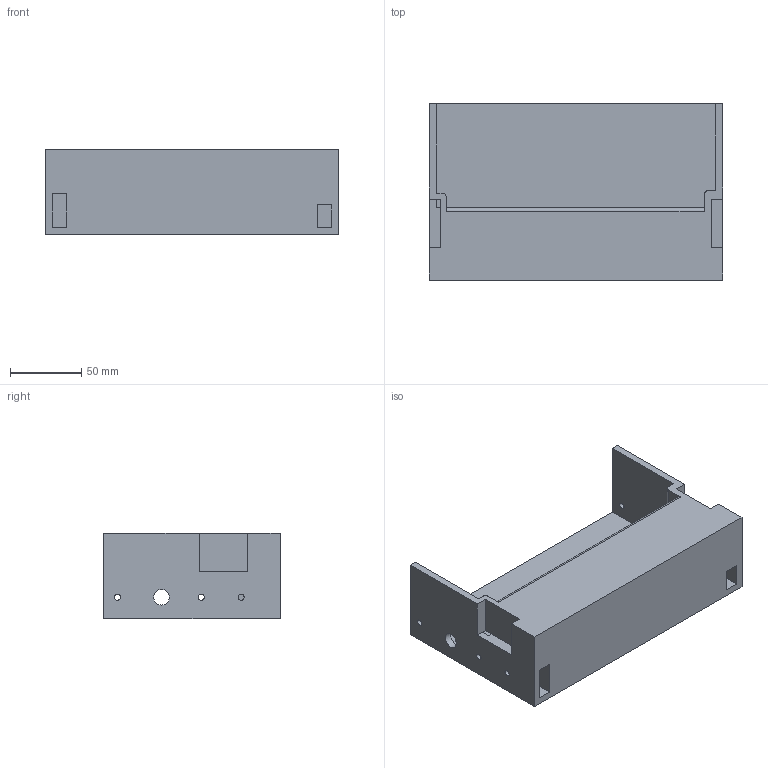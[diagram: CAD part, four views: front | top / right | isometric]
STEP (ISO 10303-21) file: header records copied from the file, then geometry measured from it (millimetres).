
FILE_DESCRIPTION(('STEP AP203'), '1');
FILE_NAME('êðåïëåíèÿ ìîòîðà ê çàä', '', ('UNSPECIFIED'), ('UNSPECIFIED'), 'C3D Converter', 'C3D Toolkit', '');
FILE_SCHEMA(('CONFIG_CONTROL_DESIGN'));
Length unit declared in the file: millimetre
Bounding box: 206 x 124 x 59.84 mm (x, y, z)
Volume: 468472.2 mm3; surface area: 120162.7 mm2
Topology: 1 solids, 1 shells, 105 faces, 303 edges, 198 vertices
Faces by surface type: plane 56, cylinder 33, bspline 15, torus 1
Full cylindrical faces by diameter (mm): 4.3 x6, 11 x2
Entity records: 4371 total; most frequent: CARTESIAN_POINT 840, ORIENTED_EDGE 590, DIRECTION 501, EDGE_CURVE 295, LINE 199, VECTOR 199, VERTEX_POINT 198, AXIS2_PLACEMENT_3D 151
